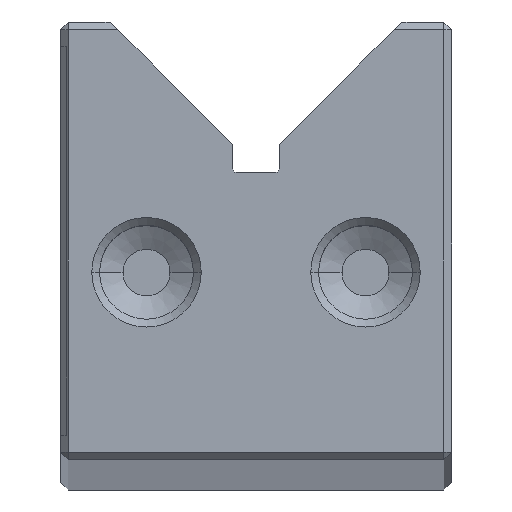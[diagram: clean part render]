
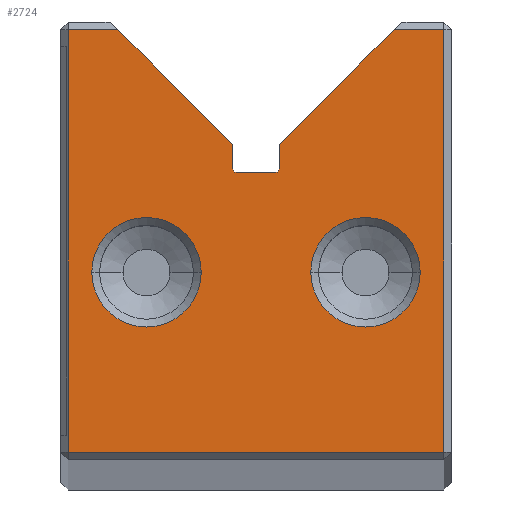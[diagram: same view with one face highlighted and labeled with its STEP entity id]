
A CAD part, top view. The second image highlights one B-rep face of the part: STEP entity #2724.
In plain terms, the highlighted planar face has unit normal (0, 0, 1).
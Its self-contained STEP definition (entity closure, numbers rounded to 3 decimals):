
#2724=ADVANCED_FACE('',(#3745,#3746,#3747),#3107,.F.);
#3107=PLANE('',#10155);
#3375=CIRCLE('',#9979,3.5);
#3377=CIRCLE('',#9982,3.5);
#3474=CIRCLE('',#10145,0.25);
#3475=CIRCLE('',#10148,0.25);
#3476=CIRCLE('',#10153,3.5);
#3477=CIRCLE('',#10154,3.5);
#3745=FACE_BOUND('',#3914,.T.);
#3746=FACE_BOUND('',#3915,.T.);
#3747=FACE_BOUND('',#3916,.T.);
#3914=EDGE_LOOP('',(#4913,#4914));
#3915=EDGE_LOOP('',(#4915,#4916));
#3916=EDGE_LOOP('',(#4917,#4918,#4919,#4920,#4921,#4922,#4923,#4924,#4925,
#4926,#4927,#4928));
#4913=ORIENTED_EDGE('',*,*,#7549,.T.);
#4914=ORIENTED_EDGE('',*,*,#7786,.T.);
#4915=ORIENTED_EDGE('',*,*,#7545,.T.);
#4916=ORIENTED_EDGE('',*,*,#7787,.T.);
#4917=ORIENTED_EDGE('',*,*,#7788,.T.);
#4918=ORIENTED_EDGE('',*,*,#7789,.T.);
#4919=ORIENTED_EDGE('',*,*,#7781,.T.);
#4920=ORIENTED_EDGE('',*,*,#7777,.T.);
#4921=ORIENTED_EDGE('',*,*,#7775,.T.);
#4922=ORIENTED_EDGE('',*,*,#7773,.T.);
#4923=ORIENTED_EDGE('',*,*,#7771,.T.);
#4924=ORIENTED_EDGE('',*,*,#7769,.T.);
#4925=ORIENTED_EDGE('',*,*,#7767,.T.);
#4926=ORIENTED_EDGE('',*,*,#7790,.T.);
#4927=ORIENTED_EDGE('',*,*,#7791,.T.);
#4928=ORIENTED_EDGE('',*,*,#7792,.T.);
#6821=VERTEX_POINT('',#13097);
#6822=VERTEX_POINT('',#13099);
#6825=VERTEX_POINT('',#13106);
#6826=VERTEX_POINT('',#13108);
#6969=VERTEX_POINT('',#13532);
#6970=VERTEX_POINT('',#13534);
#6971=VERTEX_POINT('',#13538);
#6972=VERTEX_POINT('',#13542);
#6973=VERTEX_POINT('',#13546);
#6974=VERTEX_POINT('',#13550);
#6975=VERTEX_POINT('',#13554);
#6978=VERTEX_POINT('',#13562);
#6981=VERTEX_POINT('',#13574);
#6982=VERTEX_POINT('',#13575);
#6983=VERTEX_POINT('',#13578);
#6984=VERTEX_POINT('',#13580);
#7545=EDGE_CURVE('',#6822,#6821,#3375,.T.);
#7549=EDGE_CURVE('',#6826,#6825,#3377,.T.);
#7767=EDGE_CURVE('',#6970,#6969,#8683,.T.);
#7769=EDGE_CURVE('',#6971,#6970,#8685,.T.);
#7771=EDGE_CURVE('',#6972,#6971,#3474,.T.);
#7773=EDGE_CURVE('',#6973,#6972,#8688,.T.);
#7775=EDGE_CURVE('',#6974,#6973,#3475,.T.);
#7777=EDGE_CURVE('',#6975,#6974,#8691,.T.);
#7781=EDGE_CURVE('',#6978,#6975,#8695,.T.);
#7786=EDGE_CURVE('',#6825,#6826,#3476,.T.);
#7787=EDGE_CURVE('',#6821,#6822,#3477,.T.);
#7788=EDGE_CURVE('',#6981,#6982,#8700,.T.);
#7789=EDGE_CURVE('',#6982,#6978,#8701,.T.);
#7790=EDGE_CURVE('',#6969,#6983,#8702,.T.);
#7791=EDGE_CURVE('',#6983,#6984,#8703,.T.);
#7792=EDGE_CURVE('',#6984,#6981,#8704,.T.);
#8683=LINE('',#13533,#9457);
#8685=LINE('',#13537,#9459);
#8688=LINE('',#13545,#9462);
#8691=LINE('',#13553,#9465);
#8695=LINE('',#13561,#9469);
#8700=LINE('',#13573,#9474);
#8701=LINE('',#13576,#9475);
#8702=LINE('',#13577,#9476);
#8703=LINE('',#13579,#9477);
#8704=LINE('',#13581,#9478);
#9457=VECTOR('',#11168,1.);
#9459=VECTOR('',#11172,1.);
#9462=VECTOR('',#11181,1.);
#9465=VECTOR('',#11190,1.);
#9469=VECTOR('',#11196,1.);
#9474=VECTOR('',#11209,1.);
#9475=VECTOR('',#11210,1.);
#9476=VECTOR('',#11211,1.);
#9477=VECTOR('',#11212,1.);
#9478=VECTOR('',#11213,1.);
#9979=AXIS2_PLACEMENT_3D('',#13098,#10717,#10718);
#9982=AXIS2_PLACEMENT_3D('',#13107,#10725,#10726);
#10145=AXIS2_PLACEMENT_3D('',#13541,#11176,#11177);
#10148=AXIS2_PLACEMENT_3D('',#13549,#11185,#11186);
#10153=AXIS2_PLACEMENT_3D('',#13571,#11205,#11206);
#10154=AXIS2_PLACEMENT_3D('',#13572,#11207,#11208);
#10155=AXIS2_PLACEMENT_3D('',#13582,#11214,#11215);
#10717=DIRECTION('',(0.,0.,-1.));
#10718=DIRECTION('',(-1.,0.,0.));
#10725=DIRECTION('',(0.,0.,-1.));
#10726=DIRECTION('',(-1.,0.,0.));
#11168=DIRECTION('',(-0.707,0.707,0.));
#11172=DIRECTION('',(0.,1.,0.));
#11176=DIRECTION('',(0.,0.,-1.));
#11177=DIRECTION('',(1.,0.,0.));
#11181=DIRECTION('',(-1.,0.,0.));
#11185=DIRECTION('',(0.,0.,-1.));
#11186=DIRECTION('',(-1.,0.,0.));
#11190=DIRECTION('',(0.,-1.,0.));
#11196=DIRECTION('',(-0.707,-0.707,0.));
#11205=DIRECTION('',(0.,0.,-1.));
#11206=DIRECTION('',(-1.,0.,0.));
#11207=DIRECTION('',(0.,0.,-1.));
#11208=DIRECTION('',(-1.,0.,0.));
#11209=DIRECTION('',(0.,1.,0.));
#11210=DIRECTION('',(-1.,0.,0.));
#11211=DIRECTION('',(-1.,0.,0.));
#11212=DIRECTION('',(0.,-1.,0.));
#11213=DIRECTION('',(1.,0.,0.));
#11214=DIRECTION('',(0.,0.,-1.));
#11215=DIRECTION('',(-1.,0.,0.));
#13097=CARTESIAN_POINT('',(-10.5,12.,0.));
#13098=CARTESIAN_POINT('',(-7.,12.,0.));
#13099=CARTESIAN_POINT('',(-3.5,12.,0.));
#13106=CARTESIAN_POINT('',(3.5,12.,0.));
#13107=CARTESIAN_POINT('',(7.,12.,0.));
#13108=CARTESIAN_POINT('',(10.5,12.,0.));
#13532=CARTESIAN_POINT('',(-8.828,27.5,0.));
#13533=CARTESIAN_POINT('',(-9.328,28.,0.));
#13534=CARTESIAN_POINT('',(-1.5,20.172,0.));
#13537=CARTESIAN_POINT('',(-1.5,20.172,0.));
#13538=CARTESIAN_POINT('',(-1.5,18.622,0.));
#13541=CARTESIAN_POINT('',(-1.25,18.622,0.));
#13542=CARTESIAN_POINT('',(-1.25,18.372,0.));
#13545=CARTESIAN_POINT('',(1.25,18.372,0.));
#13546=CARTESIAN_POINT('',(1.25,18.372,0.));
#13549=CARTESIAN_POINT('',(1.25,18.622,0.));
#13550=CARTESIAN_POINT('',(1.5,18.622,0.));
#13553=CARTESIAN_POINT('',(1.5,20.172,0.));
#13554=CARTESIAN_POINT('',(1.5,20.172,0.));
#13561=CARTESIAN_POINT('',(9.328,28.,0.));
#13562=CARTESIAN_POINT('',(8.828,27.5,0.));
#13571=CARTESIAN_POINT('',(7.,12.,0.));
#13572=CARTESIAN_POINT('',(-7.,12.,0.));
#13573=CARTESIAN_POINT('',(12.,28.,0.));
#13574=CARTESIAN_POINT('',(12.,0.5,0.));
#13575=CARTESIAN_POINT('',(12.,27.5,0.));
#13576=CARTESIAN_POINT('',(9.328,27.5,0.));
#13577=CARTESIAN_POINT('',(-12.5,27.5,0.));
#13578=CARTESIAN_POINT('',(-12.,27.5,0.));
#13579=CARTESIAN_POINT('',(-12.,0.,0.));
#13580=CARTESIAN_POINT('',(-12.,0.5,0.));
#13581=CARTESIAN_POINT('',(12.5,0.5,0.));
#13582=CARTESIAN_POINT('',(1.25,18.622,0.));
